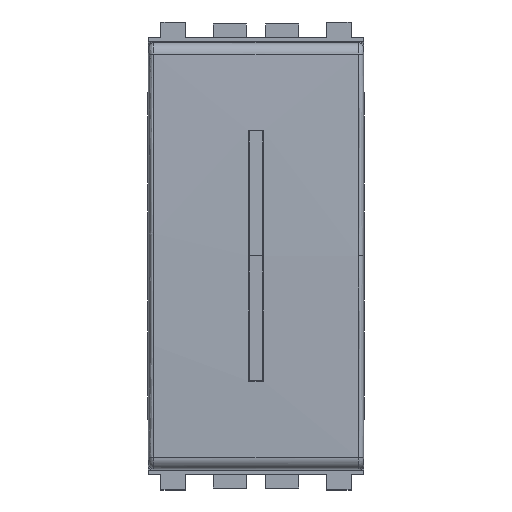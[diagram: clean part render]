
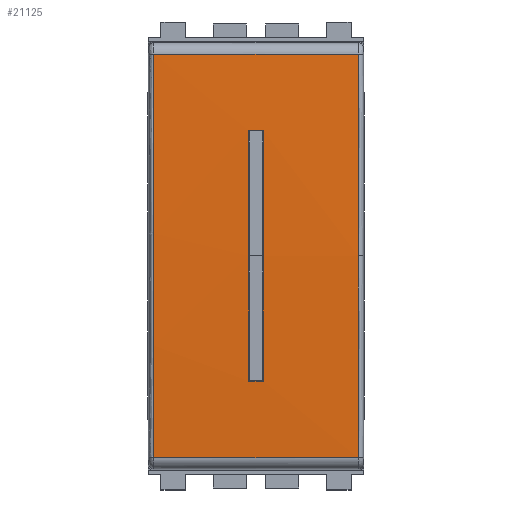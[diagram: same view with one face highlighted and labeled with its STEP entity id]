
A CAD part, top view. The second image highlights one B-rep face of the part: STEP entity #21125.
In plain terms, the highlighted cylindrical face has radius 488.66 mm (diameter 977.32 mm), a partial arc.
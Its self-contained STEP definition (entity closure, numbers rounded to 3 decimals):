
#716 = EDGE_CURVE ( 'NONE', #6387, #19205, #61588, .T. ) ;
#3235 = DIRECTION ( 'NONE',  ( 0., 0., 1. ) ) ;
#3729 = LINE ( 'NONE', #29847, #63783 ) ;
#3962 = DIRECTION ( 'NONE',  ( 0., 0., -1. ) ) ;
#4168 = CARTESIAN_POINT ( 'NONE',  ( -12.853, 10.831, -0.753 ) ) ;
#4289 = CARTESIAN_POINT ( 'NONE',  ( -12.853, 10.831, 0.753 ) ) ;
#4721 = EDGE_CURVE ( 'NONE', #14754, #24565, #52097, .T. ) ;
#5513 = CARTESIAN_POINT ( 'NONE',  ( 20.705, 10.561, 10.474 ) ) ;
#6387 = VERTEX_POINT ( 'NONE', #61070 ) ;
#9040 = ORIENTED_EDGE ( 'NONE', *, *, #716, .T. ) ;
#9363 = CARTESIAN_POINT ( 'NONE',  ( 12.853, 10.831, -0.753 ) ) ;
#10031 = CARTESIAN_POINT ( 'NONE',  ( -20.705, 10.561, -10.474 ) ) ;
#10333 = AXIS2_PLACEMENT_3D ( 'NONE', #33987, #60386, #46136 ) ;
#11354 = CARTESIAN_POINT ( 'NONE',  ( 4.285, 11.056, 0.749 ) ) ;
#13284 = CYLINDRICAL_SURFACE ( 'NONE', #10333, 488.66 ) ;
#14754 = VERTEX_POINT ( 'NONE', #4168 ) ;
#15112 = EDGE_CURVE ( 'NONE', #44342, #19040, #62125, .T. ) ;
#15480 = LINE ( 'NONE', #9363, #31614 ) ;
#15610 = EDGE_CURVE ( 'NONE', #24565, #41050, #15480, .T. ) ;
#16080 = VERTEX_POINT ( 'NONE', #17970 ) ;
#17970 = CARTESIAN_POINT ( 'NONE',  ( 20.705, 10.561, 10.474 ) ) ;
#18939 =( BOUNDED_CURVE ( )  B_SPLINE_CURVE ( 3, ( #62157, #30963, #25877, #5513 ),
 .UNSPECIFIED., .F., .T. ) 
 B_SPLINE_CURVE_WITH_KNOTS ( ( 4, 4 ),
 ( 0., 0.042 ),
 .UNSPECIFIED. ) 
 CURVE ( )  GEOMETRIC_REPRESENTATION_ITEM ( )  RATIONAL_B_SPLINE_CURVE ( ( 1., 1., 1., 1. ) ) 
 REPRESENTATION_ITEM ( '' )  );
#18953 = CARTESIAN_POINT ( 'NONE',  ( 12.853, 10.831, 0.753 ) ) ;
#19040 = VERTEX_POINT ( 'NONE', #10031 ) ;
#19205 = VERTEX_POINT ( 'NONE', #24193 ) ;
#19527 = CARTESIAN_POINT ( 'NONE',  ( -13.807, 10.854, 10.469 ) ) ;
#20052 = FACE_OUTER_BOUND ( 'NONE', #48090, .T. ) ;
#21125 = ADVANCED_FACE ( 'NONE', ( #20052, #40749 ), #13284, .T. ) ;
#22600 = VERTEX_POINT ( 'NONE', #61069 ) ;
#23415 = EDGE_CURVE ( 'NONE', #22600, #14754, #39930, .T. ) ;
#23454 = CARTESIAN_POINT ( 'NONE',  ( -20.705, 10.561, -10.474 ) ) ;
#23596 = CARTESIAN_POINT ( 'NONE',  ( -20.705, 10.561, 12.85 ) ) ;
#24193 = CARTESIAN_POINT ( 'NONE',  ( 0., 11., 10.467 ) ) ;
#24336 = CARTESIAN_POINT ( 'NONE',  ( 12.853, 10.831, -0.753 ) ) ;
#24565 = VERTEX_POINT ( 'NONE', #24336 ) ;
#24798 = CARTESIAN_POINT ( 'NONE',  ( 12.853, 10.831, -0.753 ) ) ;
#25877 = CARTESIAN_POINT ( 'NONE',  ( 13.807, 10.854, 10.469 ) ) ;
#26413 = ORIENTED_EDGE ( 'NONE', *, *, #33634, .T. ) ;
#28792 = ORIENTED_EDGE ( 'NONE', *, *, #30092, .T. ) ;
#28813 = ORIENTED_EDGE ( 'NONE', *, *, #4721, .T. ) ;
#29847 = CARTESIAN_POINT ( 'NONE',  ( 20.705, 10.561, 12.85 ) ) ;
#30092 = EDGE_CURVE ( 'NONE', #19205, #16080, #18939, .T. ) ;
#30963 = CARTESIAN_POINT ( 'NONE',  ( 6.904, 11., 10.467 ) ) ;
#31066 = DIRECTION ( 'NONE',  ( 0., 0., 1. ) ) ;
#31513 = ORIENTED_EDGE ( 'NONE', *, *, #38074, .T. ) ;
#31614 = VECTOR ( 'NONE', #31066, 1000. ) ;
#32043 = CARTESIAN_POINT ( 'NONE',  ( -4.285, 11.056, 0.749 ) ) ;
#33634 = EDGE_CURVE ( 'NONE', #16080, #44342, #3729, .T. ) ;
#33648 = CARTESIAN_POINT ( 'NONE',  ( 20.705, 10.561, -10.474 ) ) ;
#33987 = CARTESIAN_POINT ( 'NONE',  ( 0., -477.66, 12.85 ) ) ;
#35445 = VECTOR ( 'NONE', #3962, 1000. ) ;
#38074 = EDGE_CURVE ( 'NONE', #41050, #22600, #62726, .T. ) ;
#39745 = CARTESIAN_POINT ( 'NONE',  ( 4.285, 11.056, -0.749 ) ) ;
#39930 = LINE ( 'NONE', #4289, #35445 ) ;
#40749 = FACE_BOUND ( 'NONE', #59664, .T. ) ;
#40900 = VECTOR ( 'NONE', #3235, 1000. ) ;
#41050 = VERTEX_POINT ( 'NONE', #18953 ) ;
#41904 = CARTESIAN_POINT ( 'NONE',  ( 12.853, 10.831, 0.753 ) ) ;
#42905 = CARTESIAN_POINT ( 'NONE',  ( -12.853, 10.831, 0.753 ) ) ;
#44141 = CARTESIAN_POINT ( 'NONE',  ( -6.91, 11.146, -10.464 ) ) ;
#44228 = ORIENTED_EDGE ( 'NONE', *, *, #63738, .T. ) ;
#44342 = VERTEX_POINT ( 'NONE', #52966 ) ;
#44807 = CARTESIAN_POINT ( 'NONE',  ( -12.853, 10.831, -0.753 ) ) ;
#45441 = DIRECTION ( 'NONE',  ( 0., 0., -1. ) ) ;
#46136 = DIRECTION ( 'NONE',  ( -1., 0., 0. ) ) ;
#46241 = ORIENTED_EDGE ( 'NONE', *, *, #15112, .T. ) ;
#48090 = EDGE_LOOP ( 'NONE', ( #26413, #46241, #44228, #9040, #28792 ) ) ;
#49350 = CARTESIAN_POINT ( 'NONE',  ( -6.904, 11., 10.467 ) ) ;
#49682 = LINE ( 'NONE', #23596, #40900 ) ;
#50554 = CARTESIAN_POINT ( 'NONE',  ( -4.285, 11.056, -0.749 ) ) ;
#52097 =( BOUNDED_CURVE ( )  B_SPLINE_CURVE ( 3, ( #44807, #50554, #39745, #24798 ),
 .UNSPECIFIED., .F., .F. ) 
 B_SPLINE_CURVE_WITH_KNOTS ( ( 4, 4 ),
 ( 3.115, 3.168 ),
 .UNSPECIFIED. ) 
 CURVE ( )  GEOMETRIC_REPRESENTATION_ITEM ( )  RATIONAL_B_SPLINE_CURVE ( ( 1., 1., 1., 1. ) ) 
 REPRESENTATION_ITEM ( '' )  );
#52966 = CARTESIAN_POINT ( 'NONE',  ( 20.705, 10.561, -10.474 ) ) ;
#54318 = CARTESIAN_POINT ( 'NONE',  ( 6.91, 11.146, -10.464 ) ) ;
#57933 = ORIENTED_EDGE ( 'NONE', *, *, #15610, .T. ) ;
#59664 = EDGE_LOOP ( 'NONE', ( #28813, #57933, #31513, #63081 ) ) ;
#60386 = DIRECTION ( 'NONE',  ( 0., 0., -1. ) ) ;
#61069 = CARTESIAN_POINT ( 'NONE',  ( -12.853, 10.831, 0.753 ) ) ;
#61070 = CARTESIAN_POINT ( 'NONE',  ( -20.705, 10.561, 10.474 ) ) ;
#61588 =( BOUNDED_CURVE ( )  B_SPLINE_CURVE ( 3, ( #65972, #19527, #49350, #64981 ),
 .UNSPECIFIED., .F., .T. ) 
 B_SPLINE_CURVE_WITH_KNOTS ( ( 4, 4 ),
 ( 6.241, 6.283 ),
 .UNSPECIFIED. ) 
 CURVE ( )  GEOMETRIC_REPRESENTATION_ITEM ( )  RATIONAL_B_SPLINE_CURVE ( ( 1., 1., 1., 1. ) ) 
 REPRESENTATION_ITEM ( '' )  );
#62125 = B_SPLINE_CURVE_WITH_KNOTS ( 'NONE', 3,
 ( #33648, #54318, #44141, #23454 ),
 .UNSPECIFIED., .F., .F.,
 ( 4, 4 ),
 ( 0., 1. ),
 .UNSPECIFIED. ) ;
#62157 = CARTESIAN_POINT ( 'NONE',  ( 0., 11., 10.467 ) ) ;
#62726 =( BOUNDED_CURVE ( )  B_SPLINE_CURVE ( 3, ( #41904, #11354, #32043, #42905 ),
 .UNSPECIFIED., .F., .F. ) 
 B_SPLINE_CURVE_WITH_KNOTS ( ( 4, 4 ),
 ( 6.257, 6.309 ),
 .UNSPECIFIED. ) 
 CURVE ( )  GEOMETRIC_REPRESENTATION_ITEM ( )  RATIONAL_B_SPLINE_CURVE ( ( 1., 1., 1., 1. ) ) 
 REPRESENTATION_ITEM ( '' )  );
#63081 = ORIENTED_EDGE ( 'NONE', *, *, #23415, .T. ) ;
#63738 = EDGE_CURVE ( 'NONE', #19040, #6387, #49682, .T. ) ;
#63783 = VECTOR ( 'NONE', #45441, 1000. ) ;
#64981 = CARTESIAN_POINT ( 'NONE',  ( 0., 11., 10.467 ) ) ;
#65972 = CARTESIAN_POINT ( 'NONE',  ( -20.705, 10.561, 10.474 ) ) ;
